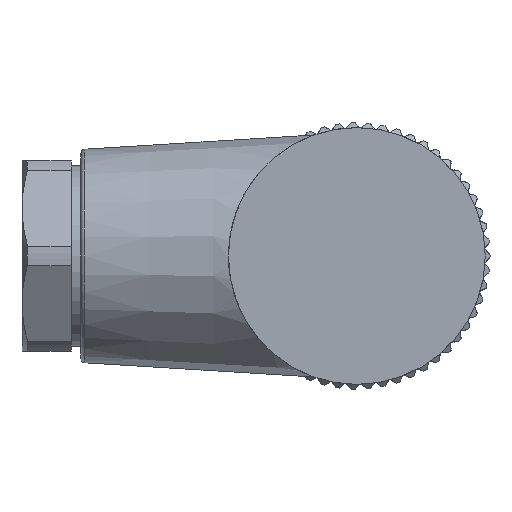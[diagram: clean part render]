
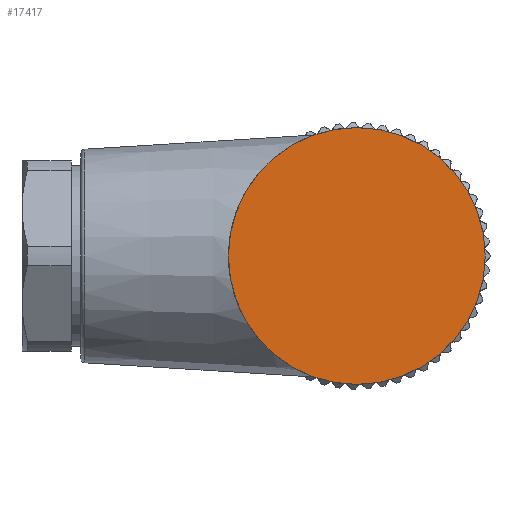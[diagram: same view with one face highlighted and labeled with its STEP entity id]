
A CAD part, left-side view. The second image highlights one B-rep face of the part: STEP entity #17417.
In plain terms, the highlighted face is planar.
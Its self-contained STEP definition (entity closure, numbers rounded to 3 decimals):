
#5121=CARTESIAN_POINT('',(19.782,-1.235,20.));
#5122=DIRECTION('',(1.,0.,0.));
#5123=DIRECTION('',(0.,1.,0.));
#5124=AXIS2_PLACEMENT_3D('',#5121,#5122,#5123);
#5126=CARTESIAN_POINT('',(19.782,-1.235,20.));
#5127=DIRECTION('',(1.,0.,0.));
#5128=DIRECTION('',(0.,-1.,0.));
#5129=AXIS2_PLACEMENT_3D('',#5126,#5127,#5128);
#10268=CARTESIAN_POINT('',(19.782,-7.985,20.));
#10269=VERTEX_POINT('',#10268);
#10675=CARTESIAN_POINT('',(19.782,5.515,20.));
#10676=VERTEX_POINT('',#10675);
#17407=CARTESIAN_POINT('',(19.782,-1.235,20.));
#17408=DIRECTION('',(1.,0.,0.));
#17409=DIRECTION('',(0.,-1.,0.));
#17410=AXIS2_PLACEMENT_3D('',#17407,#17408,#17409);
#17411=PLANE('',#17410);
#17413=ORIENTED_EDGE('',*,*,#17412,.F.);
#17414=ORIENTED_EDGE('',*,*,#17396,.F.);
#17415=EDGE_LOOP('',(#17413,#17414));
#17416=FACE_OUTER_BOUND('',#17415,.F.);
#17417=ADVANCED_FACE('',(#17416),#17411,.T.);
#5125=CIRCLE('',#5124,6.75);
#5130=CIRCLE('',#5129,6.75);
#17396=EDGE_CURVE('',#10269,#10676,#5130,.T.);
#17412=EDGE_CURVE('',#10676,#10269,#5125,.T.);
